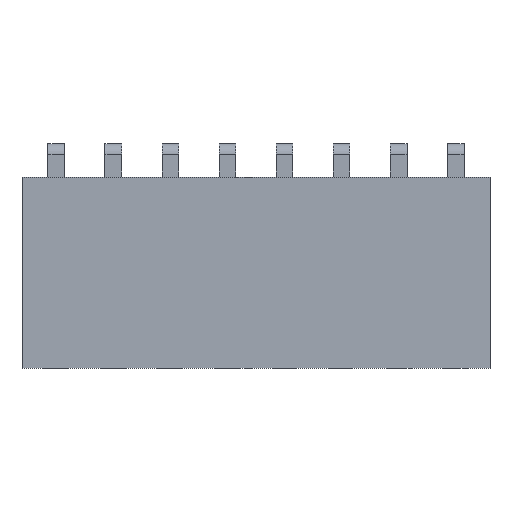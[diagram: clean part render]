
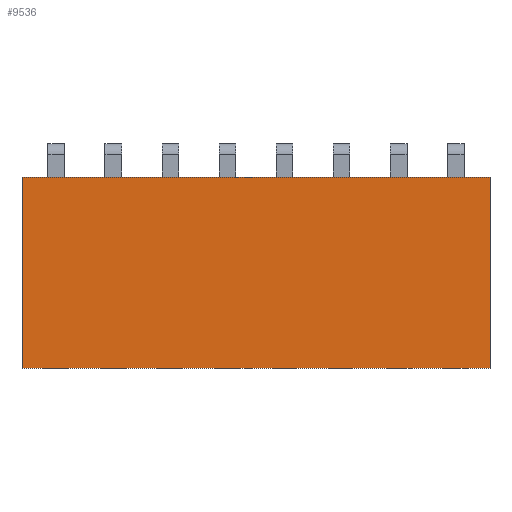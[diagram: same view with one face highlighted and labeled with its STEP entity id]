
A CAD part, top view. The second image highlights one B-rep face of the part: STEP entity #9536.
In plain terms, the highlighted face is planar.
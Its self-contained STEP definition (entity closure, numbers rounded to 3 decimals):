
#1280=ORIENTED_EDGE('',*,*,#2722,.F.);
#1281=ORIENTED_EDGE('',*,*,#2723,.F.);
#1282=ORIENTED_EDGE('',*,*,#2720,.F.);
#1283=ORIENTED_EDGE('',*,*,#2724,.F.);
#2720=EDGE_CURVE('',#3486,#3487,#4240,.T.);
#2722=EDGE_CURVE('',#3488,#3489,#4242,.T.);
#2723=EDGE_CURVE('',#3487,#3488,#4243,.T.);
#2724=EDGE_CURVE('',#3489,#3486,#4244,.T.);
#3486=VERTEX_POINT('',#13475);
#3487=VERTEX_POINT('',#13477);
#3488=VERTEX_POINT('',#13481);
#3489=VERTEX_POINT('',#13482);
#4240=LINE('',#13476,#5120);
#4242=LINE('',#13480,#5122);
#4243=LINE('',#13483,#5123);
#4244=LINE('',#13484,#5124);
#5120=VECTOR('',#11160,1000.);
#5122=VECTOR('',#11164,1000.);
#5123=VECTOR('',#11165,1000.);
#5124=VECTOR('',#11166,1000.);
#5690=EDGE_LOOP('',(#1280,#1281,#1282,#1283));
#6092=FACE_BOUND('',#5690,.T.);
#6462=PLANE('',#9945);
#9536=ADVANCED_FACE('',(#6092),#6462,.F.);
#9945=AXIS2_PLACEMENT_3D('',#13479,#11162,#11163);
#11160=DIRECTION('',(1.,0.,0.));
#11162=DIRECTION('',(0.,-1.,0.));
#11163=DIRECTION('',(0.,0.,-1.));
#11164=DIRECTION('',(-1.,0.,0.));
#11165=DIRECTION('',(0.,0.,1.));
#11166=DIRECTION('',(0.,0.,-1.));
#13475=CARTESIAN_POINT('',(-10.41,1.25,-4.25));
#13476=CARTESIAN_POINT('',(-10.41,1.25,-4.25));
#13477=CARTESIAN_POINT('',(10.41,1.25,-4.25));
#13479=CARTESIAN_POINT('',(0.,1.25,0.));
#13480=CARTESIAN_POINT('',(10.41,1.25,4.25));
#13481=CARTESIAN_POINT('',(10.41,1.25,4.25));
#13482=CARTESIAN_POINT('',(-10.41,1.25,4.25));
#13483=CARTESIAN_POINT('',(10.41,1.25,-4.25));
#13484=CARTESIAN_POINT('',(-10.41,1.25,4.25));
